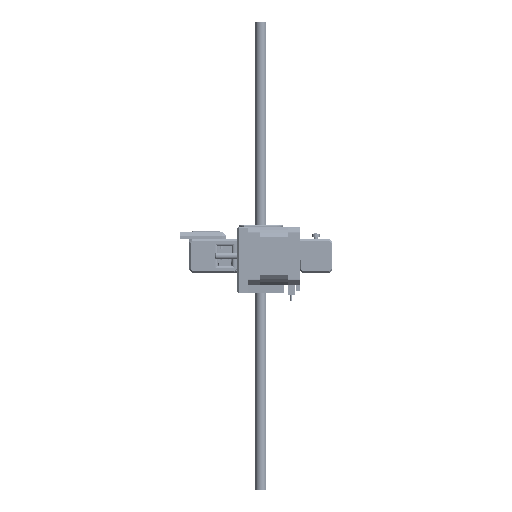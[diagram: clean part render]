
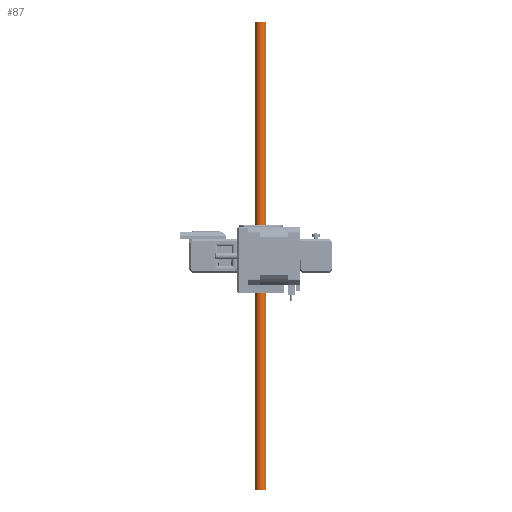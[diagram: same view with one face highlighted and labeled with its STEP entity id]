
A CAD part, left-side view. The second image highlights one B-rep face of the part: STEP entity #87.
In plain terms, the highlighted cylindrical face has radius 4 mm (diameter 8 mm), a full revolution.
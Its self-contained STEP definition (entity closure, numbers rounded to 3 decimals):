
#87 = ADVANCED_FACE('',(#88),#115,.T.);
#88 = FACE_BOUND('',#89,.F.);
#89 = EDGE_LOOP('',(#90,#100,#107,#108));
#90 = ORIENTED_EDGE('',*,*,#91,.T.);
#91 = EDGE_CURVE('',#92,#94,#96,.T.);
#92 = VERTEX_POINT('',#93);
#93 = CARTESIAN_POINT('',(4.,0.,0.2));
#94 = VERTEX_POINT('',#95);
#95 = CARTESIAN_POINT('',(4.,0.,339.8));
#96 = LINE('',#97,#98);
#97 = CARTESIAN_POINT('',(4.,0.,0.));
#98 = VECTOR('',#99,1.);
#99 = DIRECTION('',(0.,0.,1.));
#100 = ORIENTED_EDGE('',*,*,#101,.T.);
#101 = EDGE_CURVE('',#94,#94,#102,.T.);
#102 = CIRCLE('',#103,4.);
#103 = AXIS2_PLACEMENT_3D('',#104,#105,#106);
#104 = CARTESIAN_POINT('',(0.,0.,339.8));
#105 = DIRECTION('',(0.,0.,1.));
#106 = DIRECTION('',(1.,0.,-0.));
#107 = ORIENTED_EDGE('',*,*,#91,.F.);
#108 = ORIENTED_EDGE('',*,*,#109,.F.);
#109 = EDGE_CURVE('',#92,#92,#110,.T.);
#110 = CIRCLE('',#111,4.);
#111 = AXIS2_PLACEMENT_3D('',#112,#113,#114);
#112 = CARTESIAN_POINT('',(0.,0.,0.2));
#113 = DIRECTION('',(0.,0.,1.));
#114 = DIRECTION('',(1.,0.,-0.));
#115 = CYLINDRICAL_SURFACE('',#116,4.);
#116 = AXIS2_PLACEMENT_3D('',#117,#118,#119);
#117 = CARTESIAN_POINT('',(0.,0.,0.));
#118 = DIRECTION('',(-0.,-0.,-1.));
#119 = DIRECTION('',(1.,0.,0.));
